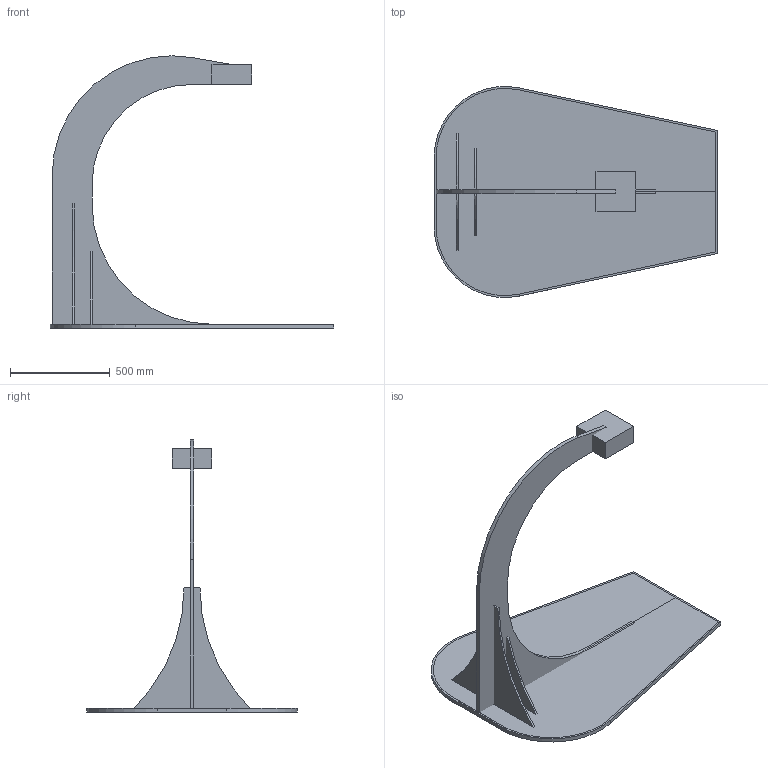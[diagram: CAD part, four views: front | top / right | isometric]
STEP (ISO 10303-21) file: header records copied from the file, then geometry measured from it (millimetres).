
FILE_DESCRIPTION(/* description */ (''),/* implementation_level */ '2;1');
FILE_NAME(/* name */ 'huscan_try1.stp',/* time_stamp */ '2017-02-05T14:39:39+05:00',/* author */ (''),/* organization */ (''),/* preprocessor_version */ 'ST-DEVELOPER v16',/* originating_system */ 'SIEMENS PLM Software NX 11.0',/* authorisation */ '');
FILE_SCHEMA (('AUTOMOTIVE_DESIGN { 1 0 10303 214 3 1 1 1 }'));
Length unit declared in the file: millimetre
Products named in the file (1): huscan_try1
Bounding box: 1420 x 1056.12 x 1363.64 mm (x, y, z)
Volume: 39348282.3 mm3; surface area: 6711446.9 mm2
Topology: 10 solids, 10 shells, 79 faces, 177 edges, 118 vertices
Faces by surface type: plane 64, cylinder 15
Entity records: 2254 total; most frequent: CARTESIAN_POINT 375, DIRECTION 367, ORIENTED_EDGE 354, EDGE_CURVE 177, LINE 147, VECTOR 147, VERTEX_POINT 118, AXIS2_PLACEMENT_3D 110
